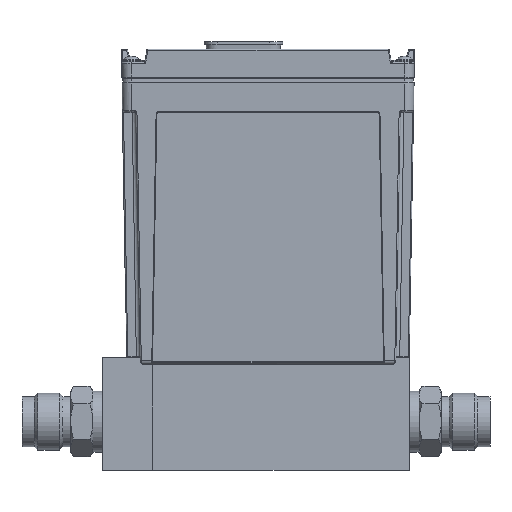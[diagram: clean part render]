
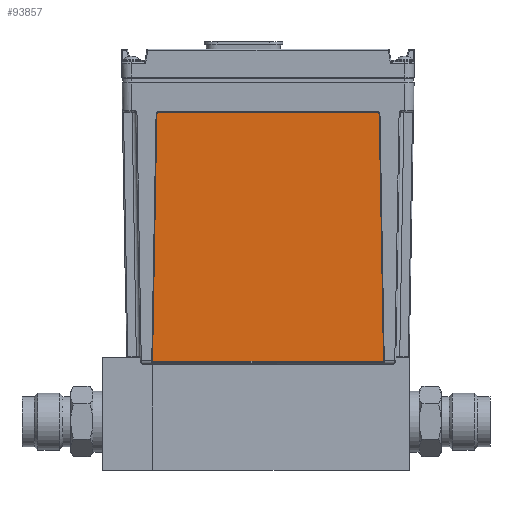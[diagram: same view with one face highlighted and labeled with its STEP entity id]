
A CAD part, top view. The second image highlights one B-rep face of the part: STEP entity #93857.
In plain terms, the highlighted planar face has unit normal (0, -0.018, 1).
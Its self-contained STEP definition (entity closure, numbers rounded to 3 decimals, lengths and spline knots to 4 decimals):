
#5235 = AXIS2_PLACEMENT_3D ( 'NONE', #55966, #55967, #55968 ) ;
#5237 = AXIS2_PLACEMENT_3D ( 'NONE', #55971, #55973, #55975 ) ;
#5239 = AXIS2_PLACEMENT_3D ( 'NONE', #55979, #55981, #55982 ) ;
#5240 = AXIS2_PLACEMENT_3D ( 'NONE', #55986, #55988, #55990 ) ;
#8650 = AXIS2_PLACEMENT_3D ( 'NONE', #33779, #33799, #33801 ) ;
#27734 = CARTESIAN_POINT ( 'NONE',  ( 0.7901, 0.8299, 0.9634 ) ) ;
#27753 = CARTESIAN_POINT ( 'NONE',  ( -2.6768, 4.6389, 1.0299 ) ) ;
#27767 = CARTESIAN_POINT ( 'NONE',  ( 0.7238, 4.6193, 1.0295 ) ) ;
#27775 = CARTESIAN_POINT ( 'NONE',  ( -2.6968, 4.6193, 1.0295 ) ) ;
#27805 = CARTESIAN_POINT ( 'NONE',  ( -2.7631, 0.8299, 0.9634 ) ) ;
#27954 = CARTESIAN_POINT ( 'NONE',  ( 0.7038, 4.6389, 1.0299 ) ) ;
#28050 = CARTESIAN_POINT ( 'NONE',  ( -2.7431, 0.8095, 0.963 ) ) ;
#28051 = CARTESIAN_POINT ( 'NONE',  ( 0.7701, 0.8095, 0.963 ) ) ;
#31102 = ORIENTED_EDGE ( 'NONE', *, *, #59529, .T. ) ;
#31104 = ORIENTED_EDGE ( 'NONE', *, *, #59539, .T. ) ;
#31107 = ORIENTED_EDGE ( 'NONE', *, *, #59531, .T. ) ;
#31109 = ORIENTED_EDGE ( 'NONE', *, *, #59540, .T. ) ;
#31111 = ORIENTED_EDGE ( 'NONE', *, *, #59535, .T. ) ;
#31113 = ORIENTED_EDGE ( 'NONE', *, *, #59541, .T. ) ;
#31115 = ORIENTED_EDGE ( 'NONE', *, *, #59525, .T. ) ;
#31117 = ORIENTED_EDGE ( 'NONE', *, *, #59542, .T. ) ;
#33779 = CARTESIAN_POINT ( 'NONE',  ( -0.9865, 4.6389, 1.0299 ) ) ;
#33795 = PLANE ( 'NONE',  #8650 ) ;
#33799 = DIRECTION ( 'NONE',  ( 0., -0.017, 1. ) ) ;
#33801 = DIRECTION ( 'NONE',  ( 1., 0., 0. ) ) ;
#55910 = CARTESIAN_POINT ( 'NONE',  ( -2.6965, 4.6389, 1.0299 ) ) ;
#55913 = DIRECTION ( 'NONE',  ( -0.017, -1., -0.017 ) ) ;
#55928 = CARTESIAN_POINT ( 'NONE',  ( -2.7635, 0.8095, 0.963 ) ) ;
#55930 = DIRECTION ( 'NONE',  ( 1., 0., 0. ) ) ;
#55935 = CARTESIAN_POINT ( 'NONE',  ( 0.7905, 0.8095, 0.963 ) ) ;
#55937 = DIRECTION ( 'NONE',  ( -0.017, 1., 0.017 ) ) ;
#55949 = CARTESIAN_POINT ( 'NONE',  ( 0.7235, 4.6389, 1.0299 ) ) ;
#55952 = DIRECTION ( 'NONE',  ( -1., 0., 0. ) ) ;
#55966 = CARTESIAN_POINT ( 'NONE',  ( 0.7701, 0.8295, 0.9634 ) ) ;
#55967 = DIRECTION ( 'NONE',  ( 0., -0.017, 1. ) ) ;
#55968 = DIRECTION ( 'NONE',  ( 1., 0., 0. ) ) ;
#55971 = CARTESIAN_POINT ( 'NONE',  ( 0.7038, 4.619, 1.0295 ) ) ;
#55973 = DIRECTION ( 'NONE',  ( 0., -0.017, 1. ) ) ;
#55975 = DIRECTION ( 'NONE',  ( 1., 0., 0. ) ) ;
#55979 = CARTESIAN_POINT ( 'NONE',  ( -2.6768, 4.619, 1.0295 ) ) ;
#55981 = DIRECTION ( 'NONE',  ( 0., -0.017, 1. ) ) ;
#55982 = DIRECTION ( 'NONE',  ( 1., 0., 0. ) ) ;
#55986 = CARTESIAN_POINT ( 'NONE',  ( -2.7431, 0.8295, 0.9634 ) ) ;
#55988 = DIRECTION ( 'NONE',  ( 0., -0.017, 1. ) ) ;
#55990 = DIRECTION ( 'NONE',  ( 1., 0., 0. ) ) ;
#59525 = EDGE_CURVE ( 'NONE', #75398, #75428, #118261, .T. ) ;
#59529 = EDGE_CURVE ( 'NONE', #75673, #75674, #118278, .T. ) ;
#59531 = EDGE_CURVE ( 'NONE', #75357, #75390, #118287, .T. ) ;
#59535 = EDGE_CURVE ( 'NONE', #75577, #75376, #118304, .T. ) ;
#59539 = EDGE_CURVE ( 'NONE', #75674, #75357, #118320, .T. ) ;
#59540 = EDGE_CURVE ( 'NONE', #75390, #75577, #118324, .T. ) ;
#59541 = EDGE_CURVE ( 'NONE', #75376, #75398, #118326, .T. ) ;
#59542 = EDGE_CURVE ( 'NONE', #75428, #75673, #118328, .T. ) ;
#74317 = EDGE_LOOP ( 'NONE', ( #31102, #31104, #31107, #31109, #31111, #31113, #31115, #31117 ) ) ;
#75357 = VERTEX_POINT ( 'NONE', #27734 ) ;
#75376 = VERTEX_POINT ( 'NONE', #27753 ) ;
#75390 = VERTEX_POINT ( 'NONE', #27767 ) ;
#75398 = VERTEX_POINT ( 'NONE', #27775 ) ;
#75428 = VERTEX_POINT ( 'NONE', #27805 ) ;
#75577 = VERTEX_POINT ( 'NONE', #27954 ) ;
#75673 = VERTEX_POINT ( 'NONE', #28050 ) ;
#75674 = VERTEX_POINT ( 'NONE', #28051 ) ;
#76454 = FACE_OUTER_BOUND ( 'NONE', #74317, .T. ) ;
#93857 = ADVANCED_FACE ( 'NONE', ( #76454 ), #33795, .T. ) ;
#118261 = LINE ( 'NONE', #55910, #118267 ) ;
#118267 = VECTOR ( 'NONE', #55913, 39.3701 ) ;
#118278 = LINE ( 'NONE', #55928, #118285 ) ;
#118285 = VECTOR ( 'NONE', #55930, 39.3701 ) ;
#118287 = LINE ( 'NONE', #55935, #118293 ) ;
#118293 = VECTOR ( 'NONE', #55937, 39.3701 ) ;
#118304 = LINE ( 'NONE', #55949, #118310 ) ;
#118310 = VECTOR ( 'NONE', #55952, 39.3701 ) ;
#118320 = CIRCLE ( 'NONE', #5235, 0.02 ) ;
#118324 = CIRCLE ( 'NONE', #5237, 0.02 ) ;
#118326 = CIRCLE ( 'NONE', #5239, 0.02 ) ;
#118328 = CIRCLE ( 'NONE', #5240, 0.02 ) ;
